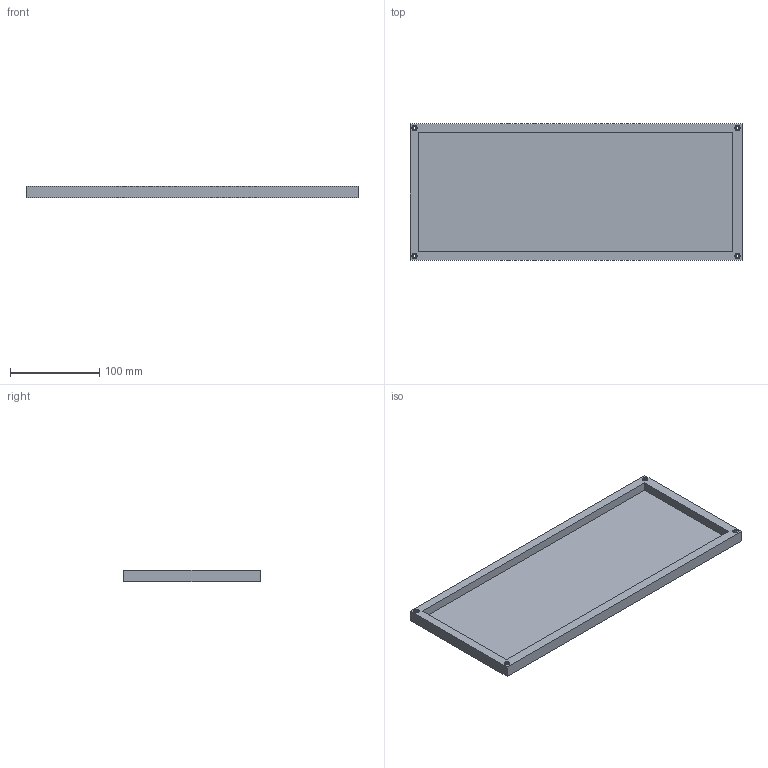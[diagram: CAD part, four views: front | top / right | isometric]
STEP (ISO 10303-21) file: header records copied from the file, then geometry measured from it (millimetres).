
FILE_DESCRIPTION(/* description */ (''),/* implementation_level */ '2;1');
FILE_NAME(/* name */ 'KeyboardBottom.step',/* time_stamp */ '2026-01-12T20:04:26-08:00',/* author */ (''),/* organization */ (''),/* preprocessor_version */ 'ST-DEVELOPER v20.1',/* originating_system */ 'Autodesk Translation Framework v14.21.0.0',/* authorisation */ '');
FILE_SCHEMA (('AUTOMOTIVE_DESIGN { 1 0 10303 214 3 1 1 }'));
Length unit declared in the file: centimetre
Products named in the file (1): 2026-01-12-19-14-13-415
Bounding box: 371 x 153 x 13.1 mm (x, y, z)
Volume: 270386.5 mm3; surface area: 137425.9 mm2
Topology: 1 solids, 1 shells, 31 faces, 60 edges, 40 vertices
Faces by surface type: plane 19, cylinder 12
Full cylindrical faces by diameter (mm): 3.4 x4, 6 x8
Entity records: 847 total; most frequent: DIRECTION 148, CARTESIAN_POINT 132, ORIENTED_EDGE 120, EDGE_CURVE 60, AXIS2_PLACEMENT_3D 56, EDGE_LOOP 48, VERTEX_POINT 40, LINE 36
